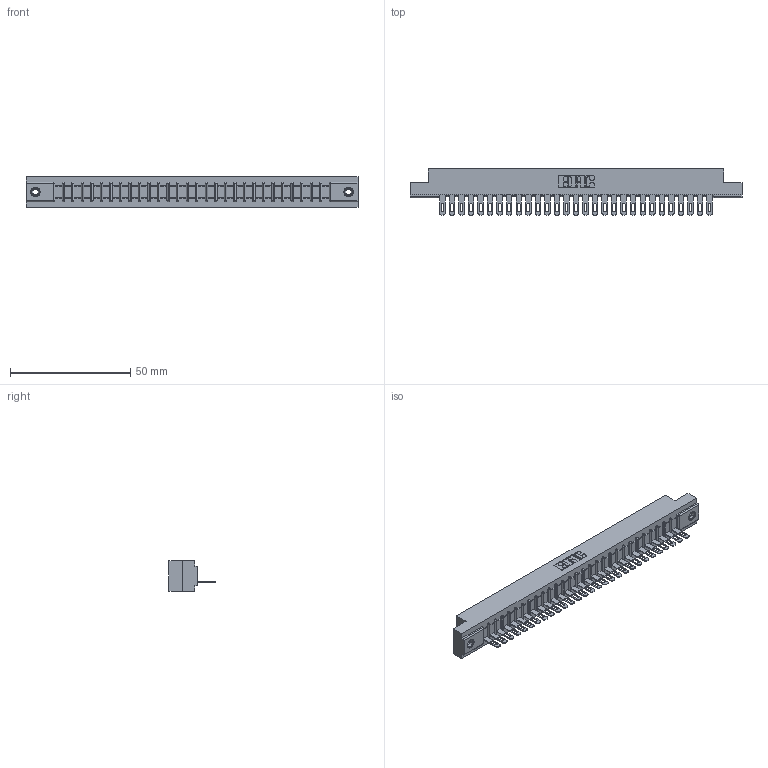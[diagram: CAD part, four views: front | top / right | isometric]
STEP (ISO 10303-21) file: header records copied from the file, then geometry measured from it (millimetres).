
FILE_DESCRIPTION (( 'STEP AP203' ), '1' );
FILE_NAME ('357-029-405-108.STEP', '2020-10-01T22:22:34', ( '' ), ( '' ), 'SwSTEP 2.0', 'SolidWorks 2020', '' );
FILE_SCHEMA (( 'CONFIG_CONTROL_DESIGN' ));
Length unit declared in the file: inch
Products named in the file (4): 307 Part_.156 Dia Mounting Holes; 345-250-001_345-250-003-102; 307-290-001_505; 357-029-405-108
Assembly tree (32 placements, depth 2):
  357-029-405-108
    307 Part_.156 Dia Mounting Holes
    307-290-001_505  x29
    345-250-001_345-250-003-102  x2
Bounding box: 137.92 x 19.18 x 12.7 mm (x, y, z)
Volume: 14276.7 mm3; surface area: 15231.8 mm2
Topology: 32 solids, 32 shells, 1832 faces, 5157 edges, 3310 vertices
Faces by surface type: plane 1146, cylinder 610, sphere 60, cone 12, torus 4
Entity records: 27623 total; most frequent: CARTESIAN_POINT 4627, ORIENTED_EDGE 4606, DIRECTION 4519, EDGE_CURVE 2303, LINE 1759, VECTOR 1759, VERTEX_POINT 1488, AXIS2_PLACEMENT_3D 1380
